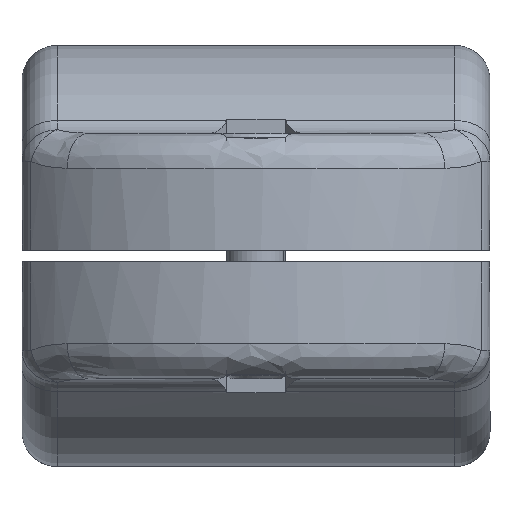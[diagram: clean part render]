
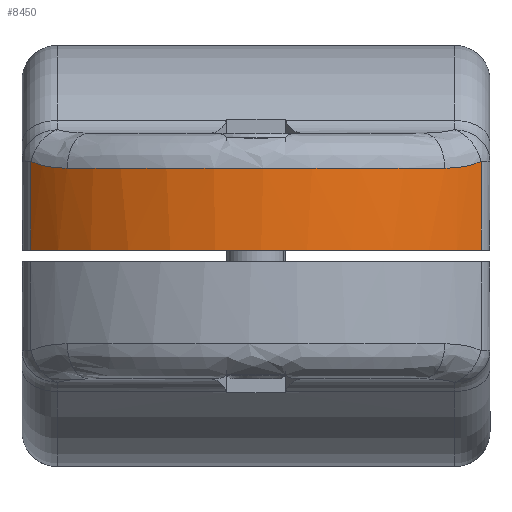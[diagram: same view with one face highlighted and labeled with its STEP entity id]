
A CAD part, left-side view. The second image highlights one B-rep face of the part: STEP entity #8450.
In plain terms, the highlighted free-form (B-spline) face has degree [3, 1] with [4, 2] control points.
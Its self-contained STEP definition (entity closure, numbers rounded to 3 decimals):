
#513 = CARTESIAN_POINT ( 'NONE',  ( 0.5, 19.24, 15.516 ) ) ;
#514 = CARTESIAN_POINT ( 'NONE',  ( 0.5, 8.391, 27.7 ) ) ;
#518 = CARTESIAN_POINT ( 'NONE',  ( 0.5, -8.391, 27.7 ) ) ;
#519 = CARTESIAN_POINT ( 'NONE',  ( 0.5, -19.24, 15.516 ) ) ;
#851 = EDGE_CURVE ( 'NONE', #4897, #4907, #4381, .T. ) ;
#852 = EDGE_CURVE ( 'NONE', #4907, #4784, #3076, .T. ) ;
#853 = EDGE_CURVE ( 'NONE', #4808, #4906, #3080, .T. ) ;
#854 = EDGE_CURVE ( 'NONE', #4906, #4911, #4380, .T. ) ;
#855 = EDGE_CURVE ( 'NONE', #4911, #4897, #4379, .T. ) ;
#2665 = CARTESIAN_POINT ( 'NONE',  ( 0.5, -19.24, 15.516 ) ) ;
#2675 = CARTESIAN_POINT ( 'NONE',  ( 0.5, 8.391, 27.7 ) ) ;
#2687 = CARTESIAN_POINT ( 'NONE',  ( 8.121, -8.391, 27.7 ) ) ;
#2696 = CARTESIAN_POINT ( 'NONE',  ( 0.5, -8.391, 27.7 ) ) ;
#2749 = CARTESIAN_POINT ( 'NONE',  ( 7.5, -16.147, 18.436 ) ) ;
#2811 = CARTESIAN_POINT ( 'NONE',  ( 0.5, 19.24, 15.516 ) ) ;
#2992 = CARTESIAN_POINT ( 'NONE',  ( 0.5, -19.24, 15.516 ) ) ;
#3076 = LINE ( 'NONE', #9481, #3082 ) ;
#3080 = LINE ( 'NONE', #9312, #3088 ) ;
#3082 = VECTOR ( 'NONE', #9699, 1000. ) ;
#3088 = VECTOR ( 'NONE', #9354, 1000. ) ;
#3262 = CARTESIAN_POINT ( 'NONE',  ( 7.5, 16.147, 18.436 ) ) ;
#3312 = CARTESIAN_POINT ( 'NONE',  ( 0.5, 19.24, 15.516 ) ) ;
#3316 = CARTESIAN_POINT ( 'NONE',  ( 8.076, -19.24, 15.516 ) ) ;
#3343 = CARTESIAN_POINT ( 'NONE',  ( 8.076, 19.24, 15.516 ) ) ;
#3350 = CARTESIAN_POINT ( 'NONE',  ( 8.121, 8.391, 27.7 ) ) ;
#3357 = CARTESIAN_POINT ( 'NONE',  ( 8.121, -19.24, 15.516 ) ) ;
#3408 = CARTESIAN_POINT ( 'NONE',  ( 8.121, 19.24, 15.516 ) ) ;
#3808 = ORIENTED_EDGE ( 'NONE', *, *, #851, .T. ) ;
#3809 = ORIENTED_EDGE ( 'NONE', *, *, #852, .T. ) ;
#3810 = ORIENTED_EDGE ( 'NONE', *, *, #8869, .T. ) ;
#3811 = ORIENTED_EDGE ( 'NONE', *, *, #853, .T. ) ;
#3812 = ORIENTED_EDGE ( 'NONE', *, *, #854, .T. ) ;
#3813 = ORIENTED_EDGE ( 'NONE', *, *, #855, .T. ) ;
#4037 = EDGE_LOOP ( 'NONE', ( #3808, #3809, #3810, #3811, #3812, #3813 ) ) ;
#4379 = B_SPLINE_CURVE_WITH_KNOTS ( 'NONE', 3,
 ( #9296, #9233, #10002, #9440, #9763, #9231, #9171, #9217, #9624, #9942, #9254, #9399, #9322, #9240, #9951, #9425, #10034, #9492 ),
 .UNSPECIFIED., .F., .F.,
 ( 4, 2, 2, 2, 2, 2, 2, 2, 4 ),
 ( 0., 0.004, 0.009, 0.013, 0.017, 0.022, 0.026, 0.03, 0.035 ),
 .UNSPECIFIED. ) ;
#4380 = B_SPLINE_CURVE_WITH_KNOTS ( 'NONE', 3,
 ( #9960, #9237, #9407, #9400, #9183, #9691 ),
 .UNSPECIFIED., .F., .F.,
 ( 4, 2, 4 ),
 ( 0., 0.002, 0.004 ),
 .UNSPECIFIED. ) ;
#4381 = B_SPLINE_CURVE_WITH_KNOTS ( 'NONE', 3,
 ( #9740, #9474, #9732, #9523, #9249, #9338 ),
 .UNSPECIFIED., .F., .F.,
 ( 4, 2, 4 ),
 ( 0., 0.002, 0.004 ),
 .UNSPECIFIED. ) ;
#4784 = VERTEX_POINT ( 'NONE', #3312 ) ;
#4808 = VERTEX_POINT ( 'NONE', #2665 ) ;
#4897 = VERTEX_POINT ( 'NONE', #3262 ) ;
#4906 = VERTEX_POINT ( 'NONE', #3316 ) ;
#4907 = VERTEX_POINT ( 'NONE', #3343 ) ;
#4911 = VERTEX_POINT ( 'NONE', #2749 ) ;
#8049 = FACE_OUTER_BOUND ( 'NONE', #4037, .T. ) ;
#8450 = ADVANCED_FACE ( 'NONE', ( #8049 ), #9981, .T. ) ;
#8869 = EDGE_CURVE ( 'NONE', #4784, #4808, #10026, .T. ) ;
#9171 = CARTESIAN_POINT ( 'NONE',  ( 7.5, -5.771, 23.404 ) ) ;
#9183 = CARTESIAN_POINT ( 'NONE',  ( 7.5, -16.712, 17.988 ) ) ;
#9217 = CARTESIAN_POINT ( 'NONE',  ( 7.5, -2.926, 23.877 ) ) ;
#9231 = CARTESIAN_POINT ( 'NONE',  ( 7.5, -7.174, 23.051 ) ) ;
#9233 = CARTESIAN_POINT ( 'NONE',  ( 7.5, -15.001, 19.345 ) ) ;
#9237 = CARTESIAN_POINT ( 'NONE',  ( 7.862, -18.781, 16.032 ) ) ;
#9240 = CARTESIAN_POINT ( 'NONE',  ( 7.5, 9.89, 22.122 ) ) ;
#9249 = CARTESIAN_POINT ( 'NONE',  ( 7.862, 18.781, 16.032 ) ) ;
#9254 = CARTESIAN_POINT ( 'NONE',  ( 7.5, 2.88, 23.883 ) ) ;
#9296 = CARTESIAN_POINT ( 'NONE',  ( 7.5, -16.147, 18.436 ) ) ;
#9312 = CARTESIAN_POINT ( 'NONE',  ( 0.5, -19.24, 15.516 ) ) ;
#9322 = CARTESIAN_POINT ( 'NONE',  ( 7.5, 7.126, 23.064 ) ) ;
#9338 = CARTESIAN_POINT ( 'NONE',  ( 8.076, 19.24, 15.516 ) ) ;
#9354 = DIRECTION ( 'NONE',  ( 1., 0., 0. ) ) ;
#9399 = CARTESIAN_POINT ( 'NONE',  ( 7.5, 5.723, 23.414 ) ) ;
#9400 = CARTESIAN_POINT ( 'NONE',  ( 7.538, -17.253, 17.519 ) ) ;
#9407 = CARTESIAN_POINT ( 'NONE',  ( 7.719, -18.286, 16.542 ) ) ;
#9425 = CARTESIAN_POINT ( 'NONE',  ( 7.5, 13.776, 20.152 ) ) ;
#9440 = CARTESIAN_POINT ( 'NONE',  ( 7.5, -11.262, 21.519 ) ) ;
#9474 = CARTESIAN_POINT ( 'NONE',  ( 7.5, 16.712, 17.988 ) ) ;
#9481 = CARTESIAN_POINT ( 'NONE',  ( 8.076, 19.24, 15.516 ) ) ;
#9492 = CARTESIAN_POINT ( 'NONE',  ( 7.5, 16.147, 18.436 ) ) ;
#9523 = CARTESIAN_POINT ( 'NONE',  ( 7.719, 18.286, 16.542 ) ) ;
#9624 = CARTESIAN_POINT ( 'NONE',  ( 7.5, -1.483, 23.999 ) ) ;
#9691 = CARTESIAN_POINT ( 'NONE',  ( 7.5, -16.147, 18.436 ) ) ;
#9699 = DIRECTION ( 'NONE',  ( -1., 0., 0. ) ) ;
#9732 = CARTESIAN_POINT ( 'NONE',  ( 7.538, 17.253, 17.519 ) ) ;
#9740 = CARTESIAN_POINT ( 'NONE',  ( 7.5, 16.147, 18.436 ) ) ;
#9763 = CARTESIAN_POINT ( 'NONE',  ( 7.5, -9.939, 22.102 ) ) ;
#9942 = CARTESIAN_POINT ( 'NONE',  ( 7.5, 1.439, 24.001 ) ) ;
#9951 = CARTESIAN_POINT ( 'NONE',  ( 7.5, 11.223, 21.538 ) ) ;
#9960 = CARTESIAN_POINT ( 'NONE',  ( 8.076, -19.24, 15.516 ) ) ;
#9981 =( BOUNDED_SURFACE ( )  B_SPLINE_SURFACE ( 3, 1, ( 
 ( #2811, #3408 ),
 ( #2675, #3350 ),
 ( #2696, #2687 ),
 ( #2992, #3357 ) ),
 .UNSPECIFIED., .F., .F., .T. ) 
 B_SPLINE_SURFACE_WITH_KNOTS ( ( 4, 4 ),
 ( 2, 2 ),
 ( 0., 1. ),
 ( 0., 1. ),
 .UNSPECIFIED. ) 
 GEOMETRIC_REPRESENTATION_ITEM ( )  RATIONAL_B_SPLINE_SURFACE ( (
 ( 1., 1.),
 ( 0.764, 0.764),
 ( 0.764, 0.764),
 ( 1., 1.) ) ) 
 REPRESENTATION_ITEM ( '' )  SURFACE ( )  );
#10002 = CARTESIAN_POINT ( 'NONE',  ( 7.5, -13.793, 20.14 ) ) ;
#10026 =( BOUNDED_CURVE ( )  B_SPLINE_CURVE ( 3, ( #513, #514, #518, #519 ),
 .UNSPECIFIED., .F., .F. ) 
 B_SPLINE_CURVE_WITH_KNOTS ( ( 4, 4 ),
 ( 0.703, 2.439 ),
 .UNSPECIFIED. ) 
 CURVE ( )  GEOMETRIC_REPRESENTATION_ITEM ( )  RATIONAL_B_SPLINE_CURVE ( ( 1., 0.764, 0.764, 1. ) ) 
 REPRESENTATION_ITEM ( '' )  );
#10034 = CARTESIAN_POINT ( 'NONE',  ( 7.5, 15.001, 19.345 ) ) ;
